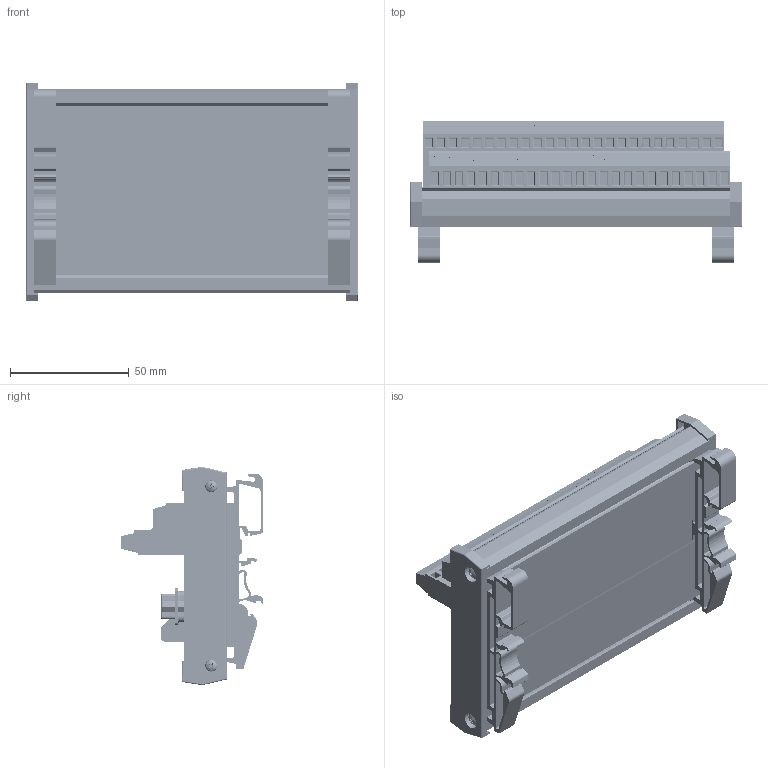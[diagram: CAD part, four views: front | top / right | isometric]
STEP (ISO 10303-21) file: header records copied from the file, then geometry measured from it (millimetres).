
FILE_DESCRIPTION((''),'2;1');
FILE_NAME('50 SUB-D F.stp','2013-01-18T16:50:48',('roland'),(''),'Autodesk Inventor 2013','Autodesk Inventor 2013','');
FILE_SCHEMA(('CONFIG_CONTROL_DESIGN'));
Length unit declared in the file: millimetre
Products named in the file (12): 50 SUB-D F; 50 BASE PLATE F; 3 GREEN; 2 GREEN; 50 CASE; BASE SIDE; BASE LEGS; BS EN ISO 7045 Z - Metric M2.5 x 10 - 4.8 - Z; DB50 Subminiature Connector Female; 50 number plare2; 50 number plare; black piese
Assembly tree (23 placements, depth 2):
  50 SUB-D F
    50 BASE PLATE F
    3 GREEN  x7
    2 GREEN  x2
    50 CASE
    BASE SIDE  x2
    BASE LEGS  x2
    BS EN ISO 7045 Z - Metric M2.5 x 10 - 4.8 - Z  x4
    DB50 Subminiature Connector Female
    50 number plare2
    50 number plare
    black piese
Bounding box: 139.8 x 60.13 x 91.98 mm (x, y, z)
Volume: 127244.7 mm3; surface area: 130825.7 mm2
Topology: 39 solids, 47 shells, 5772 faces, 14845 edges, 9753 vertices
Faces by surface type: plane 3064, bspline 1623, cylinder 977, cone 64, torus 38, sphere 6
Full cylindrical faces by diameter (mm): 0.8 x2, 0.95 x50, 0.951 x1, 1.088 x16, 1.1 x100, 1.2 x2, 1.25 x50, 1.55 x100, 2.256 x4, 2.3 x2, 2.5 x58, 2.65 x50, 3.2 x4, 3.25 x2, 3.4 x2, 3.75 x2, 4 x50, 6.28 x4, 7 x4, 9 x4
Entity records: 152057 total; most frequent: CARTESIAN_POINT 47881, ORIENTED_EDGE 23224, DIRECTION 15981, EDGE_CURVE 11612, VERTEX_POINT 7973, VECTOR 7031, LINE 7031, EDGE_LOOP 5961
